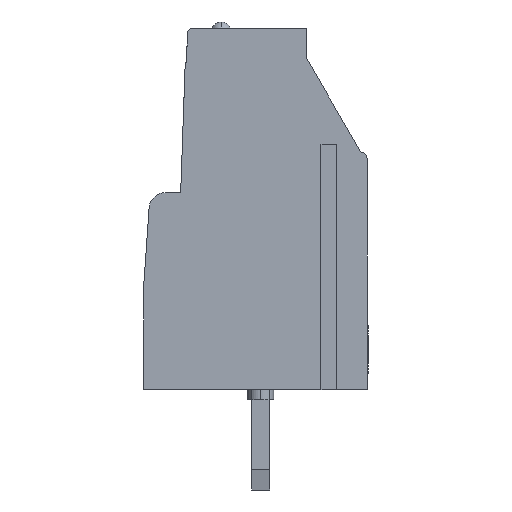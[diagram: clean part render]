
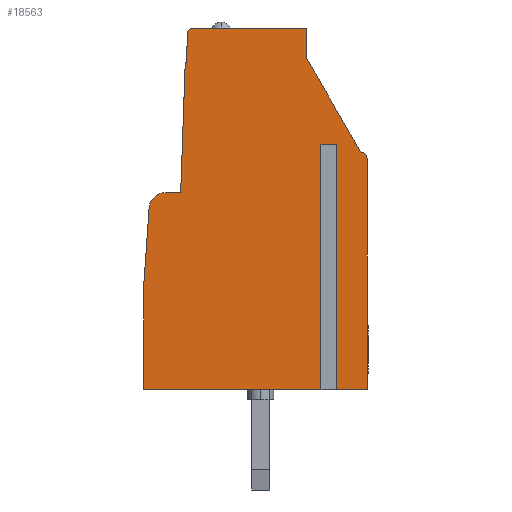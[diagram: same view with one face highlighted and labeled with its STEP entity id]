
A CAD part, left-side view. The second image highlights one B-rep face of the part: STEP entity #18563.
In plain terms, the highlighted planar face has unit normal (-1, 0, 0).
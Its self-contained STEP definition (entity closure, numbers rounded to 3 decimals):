
#11582 = VERTEX_POINT('',#11583);
#11583 = CARTESIAN_POINT('',(0.,9.28,9.8));
#11589 = EDGE_CURVE('',#11582,#11590,#11592,.T.);
#11590 = VERTEX_POINT('',#11591);
#11591 = CARTESIAN_POINT('',(0.,9.053,
    16.298));
#11592 = LINE('',#11593,#11594);
#11593 = CARTESIAN_POINT('',(0.,9.334,
    8.262));
#11594 = VECTOR('',#11595,1.);
#11595 = DIRECTION('',(0.,-0.035,0.999));
#17429 = VERTEX_POINT('',#17430);
#17430 = CARTESIAN_POINT('',(0.,1.693,12.2));
#17436 = EDGE_CURVE('',#17429,#17437,#17439,.T.);
#17437 = VERTEX_POINT('',#17438);
#17438 = CARTESIAN_POINT('',(0.,2.107,12.2));
#17439 = LINE('',#17440,#17441);
#17440 = CARTESIAN_POINT('',(0.,0.693,12.2));
#17441 = VECTOR('',#17442,1.);
#17442 = DIRECTION('',(0.,1.,0.));
#17533 = VERTEX_POINT('',#17534);
#17534 = CARTESIAN_POINT('',(0.,11.12,5.17));
#17540 = EDGE_CURVE('',#17533,#17541,#17543,.T.);
#17541 = VERTEX_POINT('',#17542);
#17542 = CARTESIAN_POINT('',(0.,10.851,
    9.055));
#17543 = LINE('',#17544,#17545);
#17544 = CARTESIAN_POINT('',(0.,11.279,
    2.875));
#17545 = VECTOR('',#17546,1.);
#17546 = DIRECTION('',(0.,-0.069,0.998));
#17570 = EDGE_CURVE('',#17571,#17573,#17575,.T.);
#17571 = VERTEX_POINT('',#17572);
#17572 = CARTESIAN_POINT('',(0.,8.944,
    17.71));
#17573 = VERTEX_POINT('',#17574);
#17574 = CARTESIAN_POINT('',(0.,8.993,
    16.296));
#17575 = LINE('',#17576,#17577);
#17576 = CARTESIAN_POINT('',(0.,9.25,
    8.941));
#17577 = VECTOR('',#17578,1.);
#17578 = DIRECTION('',(0.,0.035,-0.999));
#17626 = EDGE_CURVE('',#17429,#17627,#17629,.T.);
#17627 = VERTEX_POINT('',#17628);
#17628 = CARTESIAN_POINT('',(0.,1.693,
    0.));
#17629 = LINE('',#17630,#17631);
#17630 = CARTESIAN_POINT('',(0.,1.693,6.071));
#17631 = VECTOR('',#17632,1.);
#17632 = DIRECTION('',(0.,0.,-1.));
#17682 = VERTEX_POINT('',#17683);
#17683 = CARTESIAN_POINT('',(0.,0.,
    0.));
#17691 = VERTEX_POINT('',#17692);
#17692 = CARTESIAN_POINT('',(0.,0.,11.5
    ));
#17698 = EDGE_CURVE('',#17691,#17682,#17699,.T.);
#17699 = LINE('',#17700,#17701);
#17700 = CARTESIAN_POINT('',(0.,0.,
    5.718));
#17701 = VECTOR('',#17702,1.);
#17702 = DIRECTION('',(0.,0.,-1.));
#17766 = VERTEX_POINT('',#17767);
#17767 = CARTESIAN_POINT('',(0.,3.,18.));
#17773 = EDGE_CURVE('',#17766,#17774,#17776,.T.);
#17774 = VERTEX_POINT('',#17775);
#17775 = CARTESIAN_POINT('',(0.,3.,16.477));
#17776 = LINE('',#17777,#17778);
#17777 = CARTESIAN_POINT('',(0.,3.,8.918));
#17778 = VECTOR('',#17779,1.);
#17779 = DIRECTION('',(0.,0.,-1.));
#18033 = EDGE_CURVE('',#17571,#18034,#18036,.T.);
#18034 = VERTEX_POINT('',#18035);
#18035 = CARTESIAN_POINT('',(0.,8.644,18.));
#18036 = CIRCLE('',#18037,0.3);
#18037 = AXIS2_PLACEMENT_3D('',#18038,#18039,#18040);
#18038 = CARTESIAN_POINT('',(0.,8.644,17.7));
#18039 = DIRECTION('',(1.,0.,0.));
#18040 = DIRECTION('',(0.,-1.,0.));
#18247 = EDGE_CURVE('',#17682,#17627,#18248,.T.);
#18248 = LINE('',#18249,#18250);
#18249 = CARTESIAN_POINT('',(0.,-0.111,
    0.));
#18250 = VECTOR('',#18251,1.);
#18251 = DIRECTION('',(0.,1.,0.));
#18279 = VERTEX_POINT('',#18280);
#18280 = CARTESIAN_POINT('',(0.,2.107,
    0.));
#18286 = EDGE_CURVE('',#18279,#18287,#18289,.T.);
#18287 = VERTEX_POINT('',#18288);
#18288 = CARTESIAN_POINT('',(0.,11.12,
    0.));
#18289 = LINE('',#18290,#18291);
#18290 = CARTESIAN_POINT('',(0.,-0.111,
    0.));
#18291 = VECTOR('',#18292,1.);
#18292 = DIRECTION('',(0.,1.,0.));
#18449 = VERTEX_POINT('',#18450);
#18450 = CARTESIAN_POINT('',(0.,10.053,9.8));
#18458 = EDGE_CURVE('',#17541,#18449,#18459,.T.);
#18459 = CIRCLE('',#18460,0.8);
#18460 = AXIS2_PLACEMENT_3D('',#18461,#18462,#18463);
#18461 = CARTESIAN_POINT('',(0.,10.053,9.));
#18462 = DIRECTION('',(1.,0.,0.));
#18463 = DIRECTION('',(-0.,1.,0.));
#18543 = VERTEX_POINT('',#18544);
#18544 = CARTESIAN_POINT('',(0.,0.3,11.8));
#18550 = EDGE_CURVE('',#18543,#17691,#18551,.T.);
#18551 = CIRCLE('',#18552,0.3);
#18552 = AXIS2_PLACEMENT_3D('',#18553,#18554,#18555);
#18553 = CARTESIAN_POINT('',(0.,0.3,11.5));
#18554 = DIRECTION('',(1.,0.,0.));
#18555 = DIRECTION('',(0.,-1.,0.));
#18563 = ADVANCED_FACE('',(#18564),#18614,.T.);
#18564 = FACE_BOUND('',#18565,.T.);
#18565 = EDGE_LOOP('',(#18566,#18572,#18573,#18579,#18580,#18581,#18582,
    #18583,#18584,#18590,#18591,#18597,#18598,#18599,#18605,#18606,
    #18612,#18613));
#18566 = ORIENTED_EDGE('',*,*,#18567,.T.);
#18567 = EDGE_CURVE('',#17533,#18287,#18568,.T.);
#18568 = LINE('',#18569,#18570);
#18569 = CARTESIAN_POINT('',(0.,11.12,-0.116));
#18570 = VECTOR('',#18571,1.);
#18571 = DIRECTION('',(0.,0.,-1.));
#18572 = ORIENTED_EDGE('',*,*,#18286,.F.);
#18573 = ORIENTED_EDGE('',*,*,#18574,.F.);
#18574 = EDGE_CURVE('',#17437,#18279,#18575,.T.);
#18575 = LINE('',#18576,#18577);
#18576 = CARTESIAN_POINT('',(0.,2.107,-0.151));
#18577 = VECTOR('',#18578,1.);
#18578 = DIRECTION('',(0.,0.,-1.));
#18579 = ORIENTED_EDGE('',*,*,#17436,.F.);
#18580 = ORIENTED_EDGE('',*,*,#17626,.T.);
#18581 = ORIENTED_EDGE('',*,*,#18247,.F.);
#18582 = ORIENTED_EDGE('',*,*,#17698,.F.);
#18583 = ORIENTED_EDGE('',*,*,#18550,.F.);
#18584 = ORIENTED_EDGE('',*,*,#18585,.T.);
#18585 = EDGE_CURVE('',#18543,#17774,#18586,.T.);
#18586 = LINE('',#18587,#18588);
#18587 = CARTESIAN_POINT('',(0.,-2.359,
    7.195));
#18588 = VECTOR('',#18589,1.);
#18589 = DIRECTION('',(0.,0.5,0.866));
#18590 = ORIENTED_EDGE('',*,*,#17773,.F.);
#18591 = ORIENTED_EDGE('',*,*,#18592,.T.);
#18592 = EDGE_CURVE('',#17766,#18034,#18593,.T.);
#18593 = LINE('',#18594,#18595);
#18594 = CARTESIAN_POINT('',(0.,1.416,18.));
#18595 = VECTOR('',#18596,1.);
#18596 = DIRECTION('',(0.,1.,0.));
#18597 = ORIENTED_EDGE('',*,*,#18033,.F.);
#18598 = ORIENTED_EDGE('',*,*,#17570,.T.);
#18599 = ORIENTED_EDGE('',*,*,#18600,.T.);
#18600 = EDGE_CURVE('',#17573,#11590,#18601,.T.);
#18601 = LINE('',#18602,#18603);
#18602 = CARTESIAN_POINT('',(0.,4.124,
    16.126));
#18603 = VECTOR('',#18604,1.);
#18604 = DIRECTION('',(0.,0.999,0.035));
#18605 = ORIENTED_EDGE('',*,*,#11589,.F.);
#18606 = ORIENTED_EDGE('',*,*,#18607,.T.);
#18607 = EDGE_CURVE('',#11582,#18449,#18608,.T.);
#18608 = LINE('',#18609,#18610);
#18609 = CARTESIAN_POINT('',(0.,4.581,9.8));
#18610 = VECTOR('',#18611,1.);
#18611 = DIRECTION('',(0.,1.,0.));
#18612 = ORIENTED_EDGE('',*,*,#18458,.F.);
#18613 = ORIENTED_EDGE('',*,*,#17540,.F.);
#18614 = PLANE('',#18615);
#18615 = AXIS2_PLACEMENT_3D('',#18616,#18617,#18618);
#18616 = CARTESIAN_POINT('',(0.,-0.111,-0.18));
#18617 = DIRECTION('',(-1.,0.,0.));
#18618 = DIRECTION('',(0.,0.,1.));
